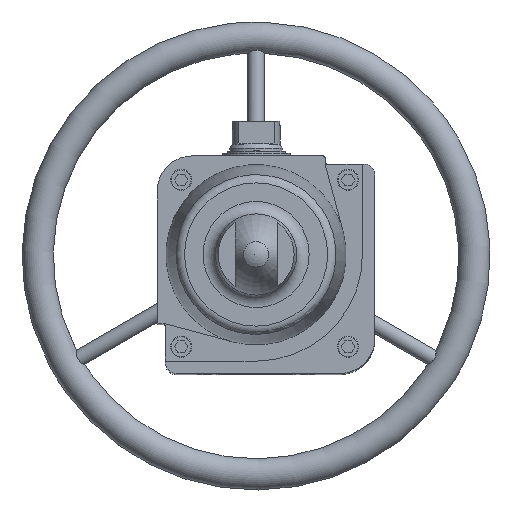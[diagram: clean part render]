
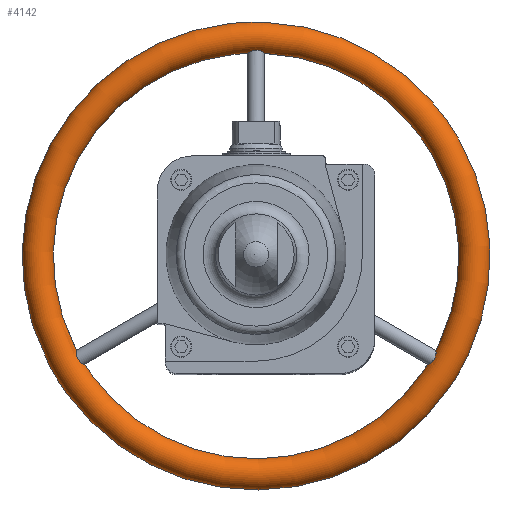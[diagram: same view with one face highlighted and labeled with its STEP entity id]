
A CAD part, top view. The second image highlights one B-rep face of the part: STEP entity #4142.
In plain terms, the highlighted toroidal (fillet/blend) face has major radius 186.65 mm and minor radius 13.35 mm.
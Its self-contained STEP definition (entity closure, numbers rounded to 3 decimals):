
#47=TOROIDAL_SURFACE('',#4519,186.65,13.35);
#87=B_SPLINE_CURVE_WITH_KNOTS('',3,(#6564,#6565,#6566,#6567,#6568,#6569,
#6570,#6571,#6572,#6573,#6574,#6575,#6576,#6577,#6578,#6579,#6580,#6581,
#6582),.UNSPECIFIED.,.T.,.F.,(1,1,1,1,1,1,1,1,1,1,1,1,1,1,1,1,1,1,1,1,1,
1,1),(-0.008,-0.006,-0.003,0.,
0.003,0.006,0.008,0.011,
0.014,0.017,0.02,0.022,
0.025,0.028,0.031,0.034,
0.036,0.039,0.042,0.045,
0.048,0.05,0.053),.UNSPECIFIED.);
#88=B_SPLINE_CURVE_WITH_KNOTS('',3,(#6585,#6586,#6587,#6588,#6589,#6590,
#6591,#6592,#6593,#6594,#6595,#6596,#6597,#6598,#6599,#6600,#6601,#6602,
#6603),.UNSPECIFIED.,.T.,.F.,(1,1,1,1,1,1,1,1,1,1,1,1,1,1,1,1,1,1,1,1,1,
1,1),(-0.008,-0.006,-0.003,0.,
0.003,0.006,0.008,0.011,
0.014,0.017,0.02,0.022,
0.025,0.028,0.031,0.034,
0.036,0.039,0.042,0.045,
0.048,0.05,0.053),.UNSPECIFIED.);
#89=B_SPLINE_CURVE_WITH_KNOTS('',3,(#6606,#6607,#6608,#6609,#6610,#6611,
#6612,#6613,#6614,#6615,#6616,#6617,#6618,#6619,#6620,#6621,#6622,#6623,
#6624),.UNSPECIFIED.,.T.,.F.,(1,1,1,1,1,1,1,1,1,1,1,1,1,1,1,1,1,1,1,1,1,
1,1),(-0.008,-0.006,-0.003,0.,
0.003,0.006,0.008,0.011,
0.014,0.017,0.02,0.022,
0.025,0.028,0.031,0.034,
0.036,0.039,0.042,0.045,
0.048,0.05,0.053),.UNSPECIFIED.);
#1321=ORIENTED_EDGE('',*,*,#2310,.F.);
#1322=ORIENTED_EDGE('',*,*,#2309,.F.);
#1323=ORIENTED_EDGE('',*,*,#2308,.F.);
#2308=EDGE_CURVE('',#2829,#2829,#87,.T.);
#2309=EDGE_CURVE('',#2830,#2830,#88,.T.);
#2310=EDGE_CURVE('',#2831,#2831,#89,.T.);
#2829=VERTEX_POINT('',#6583);
#2830=VERTEX_POINT('',#6604);
#2831=VERTEX_POINT('',#6625);
#3377=EDGE_LOOP('',(#1321));
#3378=EDGE_LOOP('',(#1322));
#3379=EDGE_LOOP('',(#1323));
#3763=FACE_BOUND('',#3377,.T.);
#3764=FACE_BOUND('',#3378,.T.);
#3765=FACE_BOUND('',#3379,.T.);
#4142=ADVANCED_FACE('',(#3763,#3764,#3765),#47,.T.);
#4519=AXIS2_PLACEMENT_3D('',#6626,#5208,#5209);
#5208=DIRECTION('',(0.,0.,-1.));
#5209=DIRECTION('',(-1.,0.,0.));
#6564=CARTESIAN_POINT('',(-6.22,173.313,-402.567));
#6565=CARTESIAN_POINT('',(-4.456,173.975,-404.737));
#6566=CARTESIAN_POINT('',(-2.044,174.651,-406.133));
#6567=CARTESIAN_POINT('',(0.826,174.819,-406.421));
#6568=CARTESIAN_POINT('',(3.499,174.289,-405.443));
#6569=CARTESIAN_POINT('',(5.549,173.569,-403.58));
#6570=CARTESIAN_POINT('',(6.855,173.097,-401.081));
#6571=CARTESIAN_POINT('',(7.159,173.203,-398.22));
#6572=CARTESIAN_POINT('',(6.308,173.952,-395.565));
#6573=CARTESIAN_POINT('',(4.52,174.989,-393.569));
#6574=CARTESIAN_POINT('',(2.056,175.853,-392.378));
#6575=CARTESIAN_POINT('',(-0.812,176.048,-392.146));
#6576=CARTESIAN_POINT('',(-3.513,175.418,-392.941));
#6577=CARTESIAN_POINT('',(-5.62,174.398,-394.598));
#6578=CARTESIAN_POINT('',(-6.919,173.468,-396.988));
#6579=CARTESIAN_POINT('',(-7.131,173.056,-399.845));
#6580=CARTESIAN_POINT('',(-6.22,173.313,-402.567));
#6581=CARTESIAN_POINT('',(-4.456,173.975,-404.737));
#6582=CARTESIAN_POINT('',(-2.044,174.651,-406.133));
#6583=CARTESIAN_POINT('',(-4.348,173.977,-404.608));
#6585=CARTESIAN_POINT('',(-146.951,-92.069,-402.498));
#6586=CARTESIAN_POINT('',(-148.392,-90.886,-404.686));
#6587=CARTESIAN_POINT('',(-150.179,-89.154,-406.107));
#6588=CARTESIAN_POINT('',(-151.775,-86.768,-406.431));
#6589=CARTESIAN_POINT('',(-152.672,-84.183,-405.485));
#6590=CARTESIAN_POINT('',(-153.082,-82.03,-403.642));
#6591=CARTESIAN_POINT('',(-153.327,-80.636,-401.158));
#6592=CARTESIAN_POINT('',(-153.57,-80.389,-398.301));
#6593=CARTESIAN_POINT('',(-153.796,-81.467,-395.632));
#6594=CARTESIAN_POINT('',(-153.81,-83.513,-393.614));
#6595=CARTESIAN_POINT('',(-153.344,-86.071,-392.399));
#6596=CARTESIAN_POINT('',(-152.103,-88.66,-392.138));
#6597=CARTESIAN_POINT('',(-150.216,-90.704,-392.906));
#6598=CARTESIAN_POINT('',(-148.273,-92.038,-394.541));
#6599=CARTESIAN_POINT('',(-146.798,-92.717,-396.912));
#6600=CARTESIAN_POINT('',(-146.302,-92.713,-399.764));
#6601=CARTESIAN_POINT('',(-146.951,-92.069,-402.498));
#6602=CARTESIAN_POINT('',(-148.392,-90.886,-404.686));
#6603=CARTESIAN_POINT('',(-150.179,-89.154,-406.107));
#6604=CARTESIAN_POINT('',(-148.45,-90.795,-404.558));
#6606=CARTESIAN_POINT('',(149.257,-90.11,-405.498));
#6607=CARTESIAN_POINT('',(147.591,-91.55,-403.659));
#6608=CARTESIAN_POINT('',(146.5,-92.464,-401.173));
#6609=CARTESIAN_POINT('',(146.402,-92.801,-398.316));
#6610=CARTESIAN_POINT('',(147.441,-92.462,-395.648));
#6611=CARTESIAN_POINT('',(149.215,-91.456,-393.627));
#6612=CARTESIAN_POINT('',(151.196,-89.781,-392.406));
#6613=CARTESIAN_POINT('',(152.822,-87.419,-392.136));
#6614=CARTESIAN_POINT('',(153.656,-84.765,-392.894));
#6615=CARTESIAN_POINT('',(153.844,-82.413,-394.518));
#6616=CARTESIAN_POINT('',(153.697,-80.786,-396.879));
#6617=CARTESIAN_POINT('',(153.447,-80.341,-399.726));
#6618=CARTESIAN_POINT('',(153.213,-81.211,-402.464));
#6619=CARTESIAN_POINT('',(152.912,-83.032,-404.652));
#6620=CARTESIAN_POINT('',(152.319,-85.427,-406.089));
#6621=CARTESIAN_POINT('',(151.047,-88.037,-406.438));
#6622=CARTESIAN_POINT('',(149.257,-90.11,-405.498));
#6623=CARTESIAN_POINT('',(147.591,-91.55,-403.659));
#6624=CARTESIAN_POINT('',(146.5,-92.464,-401.173));
#6625=CARTESIAN_POINT('',(147.687,-91.462,-403.551));
#6626=CARTESIAN_POINT('',(0.,0.,-400.25));
